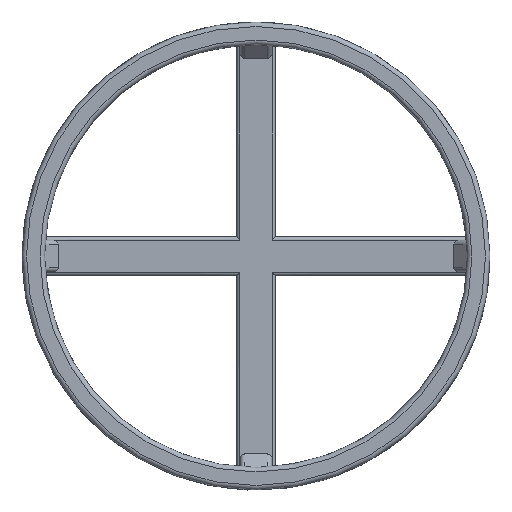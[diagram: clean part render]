
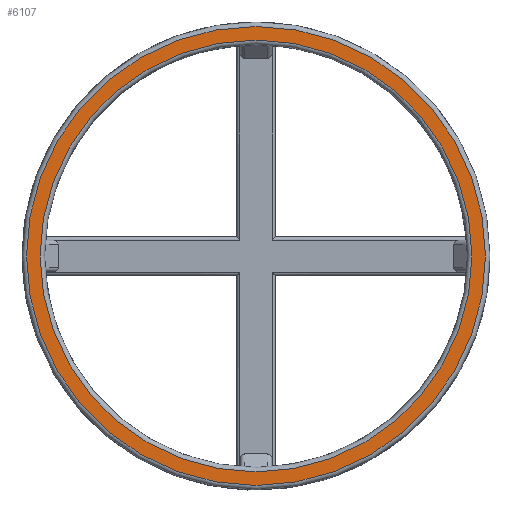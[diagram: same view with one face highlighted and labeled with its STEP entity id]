
A CAD part, top view. The second image highlights one B-rep face of the part: STEP entity #6107.
In plain terms, the highlighted planar face has unit normal (0, 0, 1).
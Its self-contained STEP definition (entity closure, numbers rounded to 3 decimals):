
#1238 = TOROIDAL_SURFACE('',#1239,47.75,1.);
#1239 = AXIS2_PLACEMENT_3D('',#1240,#1241,#1242);
#1240 = CARTESIAN_POINT('',(0.,0.,21.)
  );
#1241 = DIRECTION('',(0.,0.,1.));
#1242 = DIRECTION('',(1.,0.,-0.));
#4739 = VERTEX_POINT('',#4740);
#4740 = CARTESIAN_POINT('',(47.75,0.,22.));
#4760 = EDGE_CURVE('',#4739,#4739,#4761,.T.);
#4761 = SURFACE_CURVE('',#4762,(#4767,#4774),.PCURVE_S1.);
#4762 = CIRCLE('',#4763,47.75);
#4763 = AXIS2_PLACEMENT_3D('',#4764,#4765,#4766);
#4764 = CARTESIAN_POINT('',(0.,0.,22.)
  );
#4765 = DIRECTION('',(0.,0.,1.));
#4766 = DIRECTION('',(1.,0.,-0.));
#4767 = PCURVE('',#1238,#4768);
#4768 = DEFINITIONAL_REPRESENTATION('',(#4769),#4773);
#4769 = LINE('',#4770,#4771);
#4770 = CARTESIAN_POINT('',(0.,1.571));
#4771 = VECTOR('',#4772,1.);
#4772 = DIRECTION('',(1.,0.));
#4773 = ( GEOMETRIC_REPRESENTATION_CONTEXT(2) 
PARAMETRIC_REPRESENTATION_CONTEXT() REPRESENTATION_CONTEXT('2D SPACE',''
  ) );
#4774 = PCURVE('',#4775,#4780);
#4775 = PLANE('',#4776);
#4776 = AXIS2_PLACEMENT_3D('',#4777,#4778,#4779);
#4777 = CARTESIAN_POINT('',(0.,0.,22.)
  );
#4778 = DIRECTION('',(0.,0.,1.));
#4779 = DIRECTION('',(1.,0.,-0.));
#4780 = DEFINITIONAL_REPRESENTATION('',(#4781),#4785);
#4781 = CIRCLE('',#4782,47.75);
#4782 = AXIS2_PLACEMENT_2D('',#4783,#4784);
#4783 = CARTESIAN_POINT('',(0.,0.));
#4784 = DIRECTION('',(1.,0.));
#4785 = ( GEOMETRIC_REPRESENTATION_CONTEXT(2) 
PARAMETRIC_REPRESENTATION_CONTEXT() REPRESENTATION_CONTEXT('2D SPACE',''
  ) );
#6107 = ADVANCED_FACE('',(#6108,#6139),#4775,.T.);
#6108 = FACE_BOUND('',#6109,.T.);
#6109 = EDGE_LOOP('',(#6110));
#6110 = ORIENTED_EDGE('',*,*,#6111,.T.);
#6111 = EDGE_CURVE('',#6112,#6112,#6114,.T.);
#6112 = VERTEX_POINT('',#6113);
#6113 = CARTESIAN_POINT('',(50.75,0.,22.));
#6114 = SURFACE_CURVE('',#6115,(#6120,#6127),.PCURVE_S1.);
#6115 = CIRCLE('',#6116,50.75);
#6116 = AXIS2_PLACEMENT_3D('',#6117,#6118,#6119);
#6117 = CARTESIAN_POINT('',(0.,0.,22.));
#6118 = DIRECTION('',(0.,0.,1.));
#6119 = DIRECTION('',(1.,0.,-0.));
#6120 = PCURVE('',#4775,#6121);
#6121 = DEFINITIONAL_REPRESENTATION('',(#6122),#6126);
#6122 = CIRCLE('',#6123,50.75);
#6123 = AXIS2_PLACEMENT_2D('',#6124,#6125);
#6124 = CARTESIAN_POINT('',(0.,0.));
#6125 = DIRECTION('',(1.,0.));
#6126 = ( GEOMETRIC_REPRESENTATION_CONTEXT(2) 
PARAMETRIC_REPRESENTATION_CONTEXT() REPRESENTATION_CONTEXT('2D SPACE',''
  ) );
#6127 = PCURVE('',#6128,#6133);
#6128 = TOROIDAL_SURFACE('',#6129,50.75,1.);
#6129 = AXIS2_PLACEMENT_3D('',#6130,#6131,#6132);
#6130 = CARTESIAN_POINT('',(0.,0.,21.));
#6131 = DIRECTION('',(0.,0.,1.));
#6132 = DIRECTION('',(1.,0.,-0.));
#6133 = DEFINITIONAL_REPRESENTATION('',(#6134),#6138);
#6134 = LINE('',#6135,#6136);
#6135 = CARTESIAN_POINT('',(0.,1.571));
#6136 = VECTOR('',#6137,1.);
#6137 = DIRECTION('',(1.,0.));
#6138 = ( GEOMETRIC_REPRESENTATION_CONTEXT(2) 
PARAMETRIC_REPRESENTATION_CONTEXT() REPRESENTATION_CONTEXT('2D SPACE',''
  ) );
#6139 = FACE_BOUND('',#6140,.T.);
#6140 = EDGE_LOOP('',(#6141));
#6141 = ORIENTED_EDGE('',*,*,#4760,.F.);
